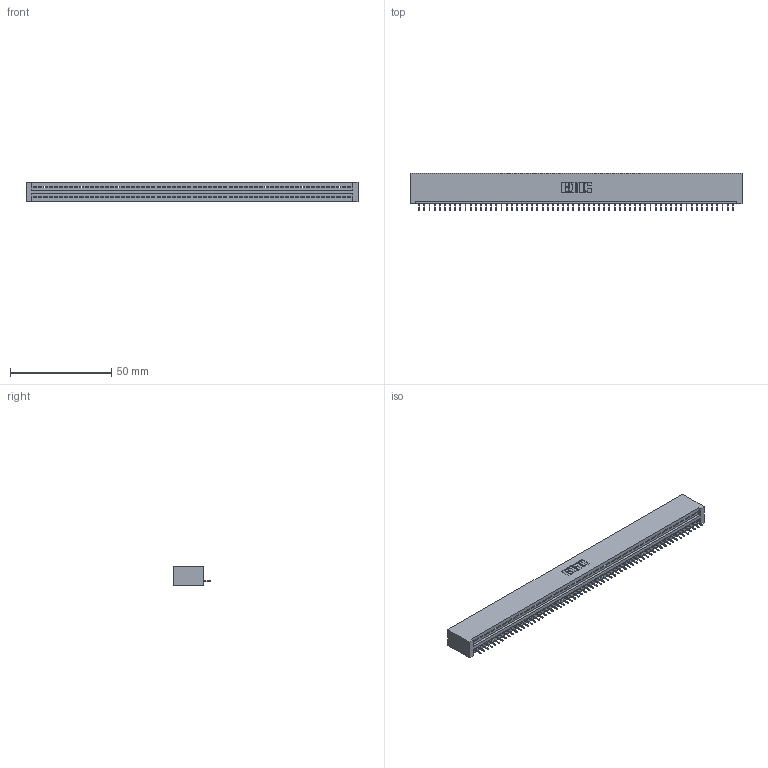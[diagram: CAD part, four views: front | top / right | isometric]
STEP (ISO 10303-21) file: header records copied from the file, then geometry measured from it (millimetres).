
FILE_DESCRIPTION (( 'STEP AP203' ), '1' );
FILE_NAME ('895-062-525-101.STEP', '2020-09-28T07:38:03', ( '' ), ( '' ), 'SwSTEP 2.0', 'SolidWorks 2020', '' );
FILE_SCHEMA (( 'CONFIG_CONTROL_DESIGN' ));
Length unit declared in the file: inch
Products named in the file (3): 345-292-001_345-293-125; 845 Part_No Mounting Lugs; 895-062-525-101
Assembly tree (63 placements, depth 2):
  895-062-525-101
    845 Part_No Mounting Lugs
    345-292-001_345-293-125  x62
Bounding box: 164.08 x 18.72 x 9.4 mm (x, y, z)
Volume: 16079.9 mm3; surface area: 20986.6 mm2
Topology: 63 solids, 63 shells, 3962 faces, 11477 edges, 7402 vertices
Faces by surface type: plane 2928, cylinder 1034
Entity records: 43767 total; most frequent: CARTESIAN_POINT 7586, ORIENTED_EDGE 7582, DIRECTION 6591, EDGE_CURVE 3791, LINE 3423, VECTOR 3423, VERTEX_POINT 2522, AXIS2_PLACEMENT_3D 1584
